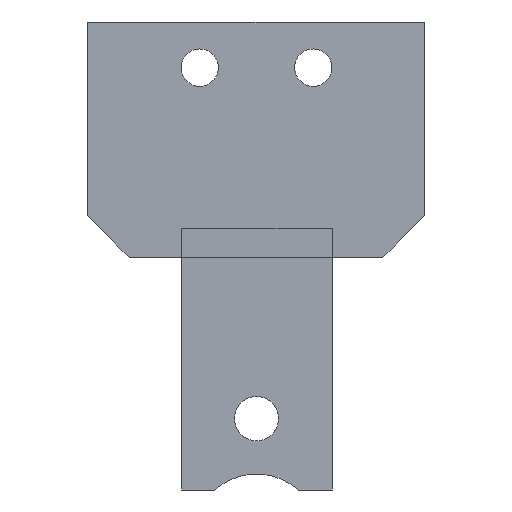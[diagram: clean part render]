
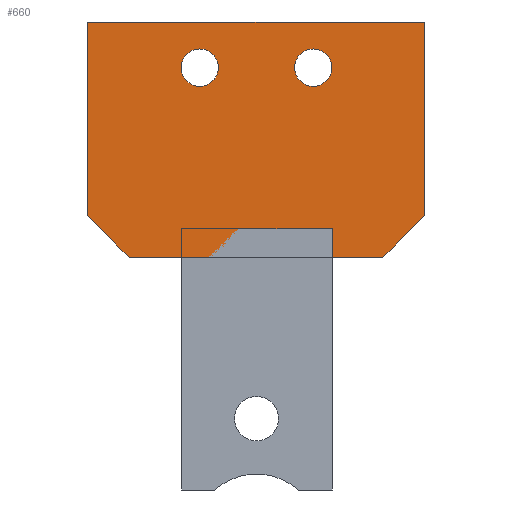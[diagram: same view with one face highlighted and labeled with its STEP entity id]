
A CAD part, front view. The second image highlights one B-rep face of the part: STEP entity #660.
In plain terms, the highlighted planar face has unit normal (0, -1, 0).
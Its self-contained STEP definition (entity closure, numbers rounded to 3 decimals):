
#30=FACE_BOUND('',#112,.T.);
#31=FACE_BOUND('',#113,.T.);
#36=CIRCLE('',#703,1.35);
#38=CIRCLE('',#706,1.35);
#72=FACE_OUTER_BOUND('',#111,.T.);
#111=EDGE_LOOP('',(#554,#555,#556,#557,#558,#559));
#112=EDGE_LOOP('',(#560));
#113=EDGE_LOOP('',(#561));
#147=LINE('',#964,#224);
#174=LINE('',#1018,#251);
#179=LINE('',#1043,#256);
#180=LINE('',#1046,#257);
#182=LINE('',#1050,#259);
#184=LINE('',#1053,#261);
#224=VECTOR('',#775,10.);
#251=VECTOR('',#820,10.);
#256=VECTOR('',#855,10.);
#257=VECTOR('',#858,10.);
#259=VECTOR('',#862,10.);
#261=VECTOR('',#866,10.);
#296=VERTEX_POINT('',#961);
#297=VERTEX_POINT('',#963);
#315=VERTEX_POINT('',#1016);
#316=VERTEX_POINT('',#1020);
#318=VERTEX_POINT('',#1026);
#320=VERTEX_POINT('',#1041);
#321=VERTEX_POINT('',#1045);
#322=VERTEX_POINT('',#1049);
#359=EDGE_CURVE('',#297,#296,#147,.F.);
#388=EDGE_CURVE('',#296,#315,#174,.F.);
#389=EDGE_CURVE('',#316,#316,#36,.T.);
#392=EDGE_CURVE('',#318,#318,#38,.T.);
#399=EDGE_CURVE('',#320,#297,#179,.F.);
#400=EDGE_CURVE('',#320,#321,#180,.T.);
#402=EDGE_CURVE('',#322,#315,#182,.T.);
#404=EDGE_CURVE('',#321,#322,#184,.T.);
#554=ORIENTED_EDGE('',*,*,#404,.F.);
#555=ORIENTED_EDGE('',*,*,#400,.F.);
#556=ORIENTED_EDGE('',*,*,#399,.T.);
#557=ORIENTED_EDGE('',*,*,#359,.T.);
#558=ORIENTED_EDGE('',*,*,#388,.T.);
#559=ORIENTED_EDGE('',*,*,#402,.F.);
#560=ORIENTED_EDGE('',*,*,#389,.T.);
#561=ORIENTED_EDGE('',*,*,#392,.T.);
#626=PLANE('',#720);
#660=ADVANCED_FACE('',(#72,#30,#31),#626,.T.);
#703=AXIS2_PLACEMENT_3D('',#1021,#823,#824);
#706=AXIS2_PLACEMENT_3D('',#1027,#830,#831);
#720=AXIS2_PLACEMENT_3D('',#1054,#867,#868);
#775=DIRECTION('',(1.,0.,0.));
#820=DIRECTION('',(0.,0.,1.));
#823=DIRECTION('center_axis',(0.,1.,0.));
#824=DIRECTION('ref_axis',(-1.,0.,0.));
#830=DIRECTION('center_axis',(0.,1.,0.));
#831=DIRECTION('ref_axis',(-1.,0.,0.));
#855=DIRECTION('',(0.,0.,-1.));
#858=DIRECTION('',(-0.707,0.,-0.707));
#862=DIRECTION('',(-0.707,0.,0.707));
#866=DIRECTION('',(-1.,0.,0.));
#867=DIRECTION('center_axis',(0.,-1.,0.));
#868=DIRECTION('ref_axis',(0.,0.,-1.));
#961=CARTESIAN_POINT('',(-11.854,30.884,4.9));
#963=CARTESIAN_POINT('',(12.496,30.884,4.9));
#964=CARTESIAN_POINT('',(0.334,30.884,4.9));
#1016=CARTESIAN_POINT('',(-11.854,30.884,-9.098));
#1018=CARTESIAN_POINT('',(-11.854,30.884,-7.975));
#1020=CARTESIAN_POINT('',(5.806,30.884,1.6));
#1021=CARTESIAN_POINT('Origin',(4.456,30.884,1.6));
#1026=CARTESIAN_POINT('',(-2.397,30.884,1.6));
#1027=CARTESIAN_POINT('Origin',(-3.747,30.884,1.6));
#1041=CARTESIAN_POINT('',(12.496,30.884,-9.098));
#1043=CARTESIAN_POINT('',(12.496,30.884,-7.975));
#1045=CARTESIAN_POINT('',(9.496,30.884,-12.098));
#1046=CARTESIAN_POINT('',(7.013,30.884,-14.58));
#1049=CARTESIAN_POINT('',(-8.854,30.884,-12.098));
#1050=CARTESIAN_POINT('',(-6.374,30.884,-14.579));
#1053=CARTESIAN_POINT('',(0.319,30.884,-12.098));
#1054=CARTESIAN_POINT('Origin',(0.318,30.884,-17.804));
